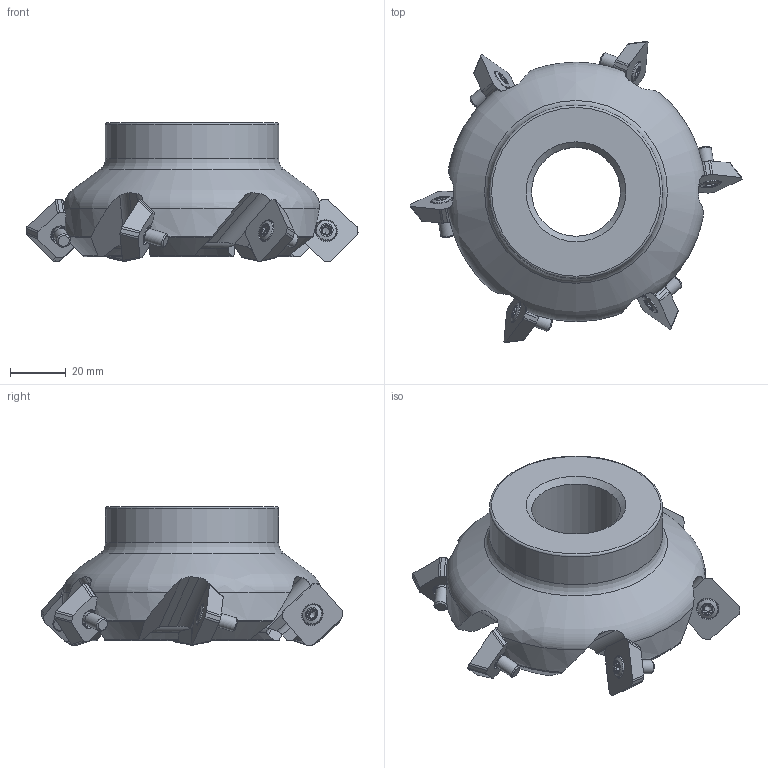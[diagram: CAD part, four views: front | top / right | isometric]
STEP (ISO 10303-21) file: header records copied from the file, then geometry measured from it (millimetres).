
FILE_DESCRIPTION(/* description */ (''),/* implementation_level */ '2;1');
FILE_NAME(/* name */ 'toolassembly_1.stp',/* time_stamp */ '2019-09-03T14:13:50+02:00',/* author */ (''),/* organization */ ('SMS'),/* preprocessor_version */ 'ST-DEVELOPER v16.7',/* originating_system */ 'SIEMENS PLM Software NX 12.0',/* authorisation */ '');
FILE_SCHEMA (('AUTOMOTIVE_DESIGN { 1 0 10303 214 3 1 1 1 }'));
Length unit declared in the file: millimetre
Products named in the file (4): CUT_20190903141146; NOCUT_20190903141123; ASSEMBLY_CONSTRUCTION; TOOLASSEMBLY_1
Assembly tree (8 placements, depth 2):
  TOOLASSEMBLY_1
    ASSEMBLY_CONSTRUCTION
    NOCUT_20190903141123
    CUT_20190903141146  x6
Bounding box: 119.57 x 108.52 x 50 mm (x, y, z)
Volume: 162534.4 mm3; surface area: 32919.1 mm2
Topology: 7 solids, 7 shells, 544 faces, 1419 edges, 916 vertices
Faces by surface type: plane 170, cylinder 153, cone 88, torus 53, extrusion 48, bspline 24, sphere 6, revolution 2
Full cylindrical faces by diameter (mm): 4.5 x6, 5 x6, 5.7 x6, 7.2 x6, 8.103 x6, 32.013 x1, 45 x1, 62.386 x1
Entity records: 13297 total; most frequent: CARTESIAN_POINT 4819, ORIENTED_EDGE 1706, DIRECTION 1682, EDGE_CURVE 853, AXIS2_PLACEMENT_3D 742, VERTEX_POINT 571, EDGE_LOOP 450, ADVANCED_FACE 369
